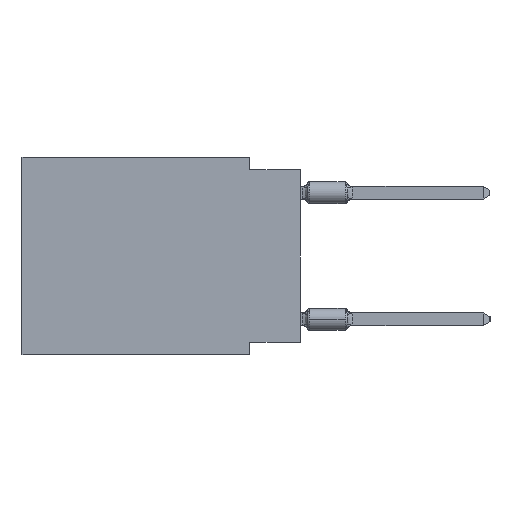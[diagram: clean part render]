
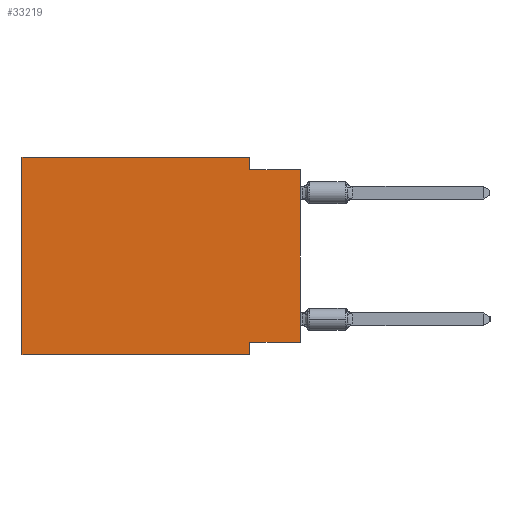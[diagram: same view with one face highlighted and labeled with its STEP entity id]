
A CAD part, left-side view. The second image highlights one B-rep face of the part: STEP entity #33219.
In plain terms, the highlighted planar face has unit normal (-1, 0, 0).
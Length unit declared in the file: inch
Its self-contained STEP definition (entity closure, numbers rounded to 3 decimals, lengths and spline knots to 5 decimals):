
#336 = LINE ( 'NONE', #27090, #13717 ) ;
#1637 = VERTEX_POINT ( 'NONE', #29624 ) ;
#1941 = ORIENTED_EDGE ( 'NONE', *, *, #30268, .F. ) ;
#2345 = DIRECTION ( 'NONE',  ( 0., 0., 1. ) ) ;
#2638 = LINE ( 'NONE', #21402, #42112 ) ;
#3016 = EDGE_CURVE ( 'NONE', #13120, #46238, #18613, .T. ) ;
#4058 = VECTOR ( 'NONE', #14872, 39.37008 ) ;
#4205 = CARTESIAN_POINT ( 'NONE',  ( 0., 0.55, -0.39 ) ) ;
#5090 = VECTOR ( 'NONE', #41988, 39.37008 ) ;
#6682 = DIRECTION ( 'NONE',  ( 0., 0., 1. ) ) ;
#10435 = CARTESIAN_POINT ( 'NONE',  ( 0., 0., 0. ) ) ;
#10591 = CARTESIAN_POINT ( 'NONE',  ( 0., 0., -0.025 ) ) ;
#11458 = DIRECTION ( 'NONE',  ( 0., -1., 0. ) ) ;
#13120 = VERTEX_POINT ( 'NONE', #39327 ) ;
#13717 = VECTOR ( 'NONE', #39101, 39.37008 ) ;
#14872 = DIRECTION ( 'NONE',  ( 0., 0., -1. ) ) ;
#14973 = CARTESIAN_POINT ( 'NONE',  ( 0., 0.55, 0. ) ) ;
#16102 = FACE_OUTER_BOUND ( 'NONE', #32611, .T. ) ;
#16238 = EDGE_CURVE ( 'NONE', #44138, #46238, #19225, .T. ) ;
#16431 = CARTESIAN_POINT ( 'NONE',  ( 0., 0.1, -0.025 ) ) ;
#17130 = CARTESIAN_POINT ( 'NONE',  ( 0., 0.55, 0. ) ) ;
#17877 = LINE ( 'NONE', #17130, #30253 ) ;
#18613 = LINE ( 'NONE', #30871, #4058 ) ;
#19213 = LINE ( 'NONE', #14973, #20536 ) ;
#19225 = LINE ( 'NONE', #4205, #5090 ) ;
#20536 = VECTOR ( 'NONE', #11458, 39.37008 ) ;
#21292 = VERTEX_POINT ( 'NONE', #16431 ) ;
#21402 = CARTESIAN_POINT ( 'NONE',  ( 0., 0., -0.025 ) ) ;
#21478 = CARTESIAN_POINT ( 'NONE',  ( 0., 0.1, -0.39 ) ) ;
#23143 = VECTOR ( 'NONE', #45744, 39.37008 ) ;
#23593 = DIRECTION ( 'NONE',  ( 0., 0., -1. ) ) ;
#24368 = VERTEX_POINT ( 'NONE', #10591 ) ;
#24758 = VERTEX_POINT ( 'NONE', #44469 ) ;
#25153 = ORIENTED_EDGE ( 'NONE', *, *, #48615, .F. ) ;
#27090 = CARTESIAN_POINT ( 'NONE',  ( 0., 0.1, 0. ) ) ;
#27496 = CARTESIAN_POINT ( 'NONE',  ( 0., 0., -0.365 ) ) ;
#28226 = CARTESIAN_POINT ( 'NONE',  ( 0., 0.55, -0.39 ) ) ;
#28535 = ORIENTED_EDGE ( 'NONE', *, *, #43143, .T. ) ;
#29624 = CARTESIAN_POINT ( 'NONE',  ( 0., 0.55, 0. ) ) ;
#30253 = VECTOR ( 'NONE', #2345, 39.37008 ) ;
#30268 = EDGE_CURVE ( 'NONE', #21292, #24368, #2638, .T. ) ;
#30499 = LINE ( 'NONE', #27496, #23143 ) ;
#30871 = CARTESIAN_POINT ( 'NONE',  ( 0., 0.1, -0.39 ) ) ;
#32330 = ORIENTED_EDGE ( 'NONE', *, *, #3016, .F. ) ;
#32611 = EDGE_LOOP ( 'NONE', ( #28535, #1941, #25153, #38312, #46686, #48376, #32330, #43785 ) ) ;
#33219 = ADVANCED_FACE ( 'NONE', ( #16102 ), #39603, .F. ) ;
#34041 = EDGE_CURVE ( 'NONE', #24758, #13120, #30499, .T. ) ;
#36386 = VECTOR ( 'NONE', #6682, 39.37008 ) ;
#37929 = VERTEX_POINT ( 'NONE', #48923 ) ;
#38312 = ORIENTED_EDGE ( 'NONE', *, *, #45099, .F. ) ;
#39101 = DIRECTION ( 'NONE',  ( 0., 0., -1. ) ) ;
#39327 = CARTESIAN_POINT ( 'NONE',  ( 0., 0.1, -0.365 ) ) ;
#39603 = PLANE ( 'NONE',  #46989 ) ;
#40945 = LINE ( 'NONE', #10435, #36386 ) ;
#41988 = DIRECTION ( 'NONE',  ( 0., -1., 0. ) ) ;
#42112 = VECTOR ( 'NONE', #47662, 39.37008 ) ;
#43143 = EDGE_CURVE ( 'NONE', #24758, #24368, #40945, .T. ) ;
#43785 = ORIENTED_EDGE ( 'NONE', *, *, #34041, .F. ) ;
#44138 = VERTEX_POINT ( 'NONE', #28226 ) ;
#44469 = CARTESIAN_POINT ( 'NONE',  ( 0., 0., -0.365 ) ) ;
#45099 = EDGE_CURVE ( 'NONE', #1637, #37929, #19213, .T. ) ;
#45744 = DIRECTION ( 'NONE',  ( 0., 1., 0. ) ) ;
#46238 = VERTEX_POINT ( 'NONE', #21478 ) ;
#46614 = DIRECTION ( 'NONE',  ( 1., 0., 0. ) ) ;
#46686 = ORIENTED_EDGE ( 'NONE', *, *, #46991, .F. ) ;
#46856 = CARTESIAN_POINT ( 'NONE',  ( 0., 0.55, 0. ) ) ;
#46989 = AXIS2_PLACEMENT_3D ( 'NONE', #46856, #46614, #23593 ) ;
#46991 = EDGE_CURVE ( 'NONE', #44138, #1637, #17877, .T. ) ;
#47662 = DIRECTION ( 'NONE',  ( 0., -1., 0. ) ) ;
#48376 = ORIENTED_EDGE ( 'NONE', *, *, #16238, .T. ) ;
#48615 = EDGE_CURVE ( 'NONE', #37929, #21292, #336, .T. ) ;
#48923 = CARTESIAN_POINT ( 'NONE',  ( 0., 0.1, 0. ) ) ;
